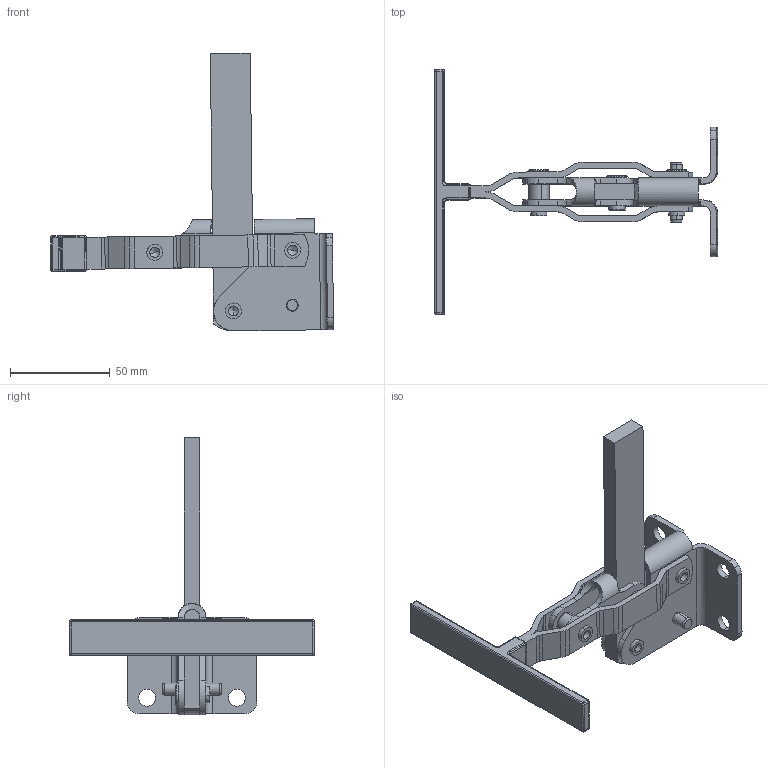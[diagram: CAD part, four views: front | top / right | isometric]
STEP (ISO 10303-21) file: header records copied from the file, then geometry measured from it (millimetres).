
FILE_DESCRIPTION((''),'2;1');
FILE_NAME('214TF.0.stp','2005-08-29T15:17:45',('CAD'),(''),'Autodesk Inventor 8','Autodesk Inventor 8','');
FILE_SCHEMA(('AUTOMOTIVE_DESIGN { 1 0 10303 214 1 1 1 1 }'));
Length unit declared in the file: millimetre
Products named in the file (1): Part23
Bounding box: 141.8 x 123 x 139.11 mm (x, y, z)
Volume: 75466.6 mm3; surface area: 43909.1 mm2
Topology: 1 solids, 9 shells, 1228 faces, 3829 edges, 2333 vertices
Faces by surface type: plane 678, cone 300, cylinder 185, bspline 41, torus 12, sphere 12
Entity records: 43739 total; most frequent: CARTESIAN_POINT 10112, ORIENTED_EDGE 7618, DIRECTION 7046, EDGE_CURVE 3809, AXIS2_PLACEMENT_3D 2621, VERTEX_POINT 2333, VECTOR 1804, LINE 1804
